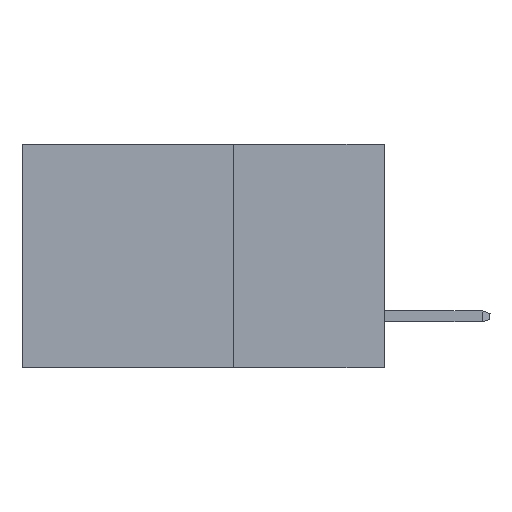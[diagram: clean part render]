
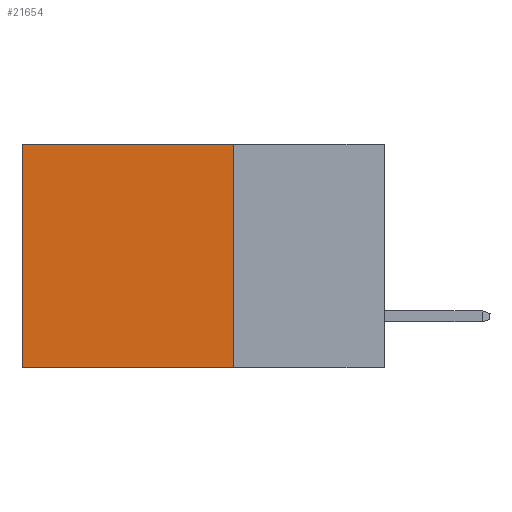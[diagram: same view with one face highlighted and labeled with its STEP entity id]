
A CAD part, left-side view. The second image highlights one B-rep face of the part: STEP entity #21654.
In plain terms, the highlighted planar face has unit normal (-1, 0, 0).
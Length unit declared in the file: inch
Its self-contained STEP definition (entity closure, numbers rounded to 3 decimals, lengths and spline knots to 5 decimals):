
#498 = DIRECTION ( 'NONE',  ( 0., 1., 0. ) ) ;
#563 = FACE_OUTER_BOUND ( 'NONE', #5818, .T. ) ;
#903 = DIRECTION ( 'NONE',  ( 0., 0., -1. ) ) ;
#1065 = EDGE_CURVE ( 'NONE', #1288, #10781, #13575, .T. ) ;
#1288 = VERTEX_POINT ( 'NONE', #12986 ) ;
#2121 = DIRECTION ( 'NONE',  ( 1., 0., 0. ) ) ;
#2242 = CARTESIAN_POINT ( 'NONE',  ( 0.2615, 0.25, -0.37 ) ) ;
#2269 = LINE ( 'NONE', #4073, #15856 ) ;
#2745 = DIRECTION ( 'NONE',  ( 0., 0., -1. ) ) ;
#3423 = VECTOR ( 'NONE', #903, 39.37008 ) ;
#3704 = ORIENTED_EDGE ( 'NONE', *, *, #9123, .F. ) ;
#4073 = CARTESIAN_POINT ( 'NONE',  ( 0.2615, 0.25, -0.37 ) ) ;
#5818 = EDGE_LOOP ( 'NONE', ( #22680, #17778, #3704, #9126 ) ) ;
#5970 = DIRECTION ( 'NONE',  ( 0., 0., -1. ) ) ;
#6719 = CARTESIAN_POINT ( 'NONE',  ( 0.2615, 0.25, -0.37 ) ) ;
#7414 = PLANE ( 'NONE',  #22806 ) ;
#7573 = CARTESIAN_POINT ( 'NONE',  ( 0.2615, 0.25, 0. ) ) ;
#9123 = EDGE_CURVE ( 'NONE', #14666, #21214, #2269, .T. ) ;
#9126 = ORIENTED_EDGE ( 'NONE', *, *, #15662, .T. ) ;
#10578 = EDGE_CURVE ( 'NONE', #21214, #10781, #17800, .T. ) ;
#10781 = VERTEX_POINT ( 'NONE', #18610 ) ;
#10943 = CARTESIAN_POINT ( 'NONE',  ( 0.2615, 0.25, -0.37 ) ) ;
#11707 = VECTOR ( 'NONE', #13980, 39.37008 ) ;
#12986 = CARTESIAN_POINT ( 'NONE',  ( 0.2615, 0.6, 0. ) ) ;
#13575 = LINE ( 'NONE', #19065, #3423 ) ;
#13980 = DIRECTION ( 'NONE',  ( 0., 1., 0. ) ) ;
#14666 = VERTEX_POINT ( 'NONE', #16806 ) ;
#15662 = EDGE_CURVE ( 'NONE', #14666, #1288, #16062, .T. ) ;
#15856 = VECTOR ( 'NONE', #2745, 39.37008 ) ;
#16062 = LINE ( 'NONE', #7573, #18284 ) ;
#16806 = CARTESIAN_POINT ( 'NONE',  ( 0.2615, 0.25, 0. ) ) ;
#17778 = ORIENTED_EDGE ( 'NONE', *, *, #10578, .F. ) ;
#17800 = LINE ( 'NONE', #6719, #11707 ) ;
#18284 = VECTOR ( 'NONE', #498, 39.37008 ) ;
#18610 = CARTESIAN_POINT ( 'NONE',  ( 0.2615, 0.6, -0.37 ) ) ;
#19065 = CARTESIAN_POINT ( 'NONE',  ( 0.2615, 0.6, -0.37 ) ) ;
#21214 = VERTEX_POINT ( 'NONE', #10943 ) ;
#21654 = ADVANCED_FACE ( 'NONE', ( #563 ), #7414, .F. ) ;
#22680 = ORIENTED_EDGE ( 'NONE', *, *, #1065, .T. ) ;
#22806 = AXIS2_PLACEMENT_3D ( 'NONE', #2242, #2121, #5970 ) ;
